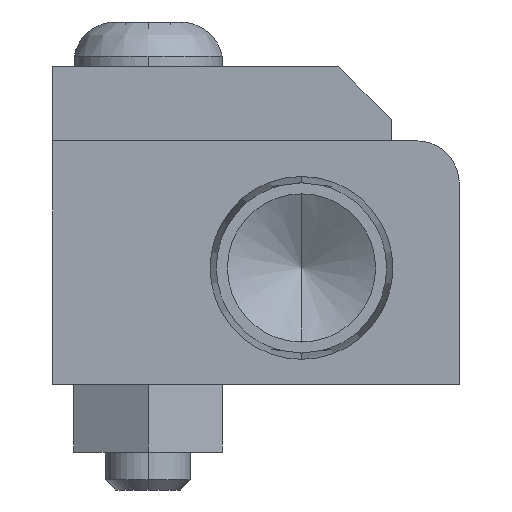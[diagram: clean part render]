
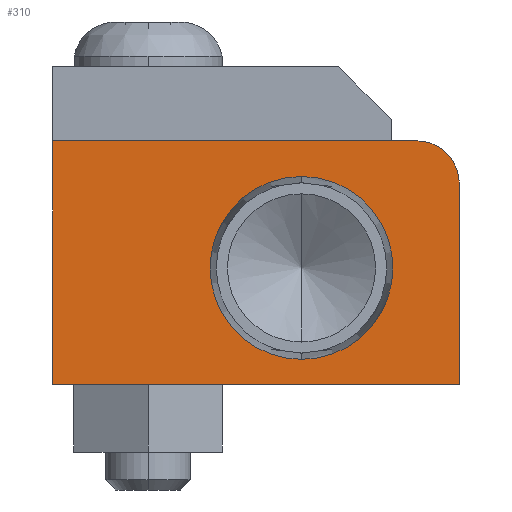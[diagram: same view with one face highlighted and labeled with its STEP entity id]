
A CAD part, left-side view. The second image highlights one B-rep face of the part: STEP entity #310.
In plain terms, the highlighted planar face has unit normal (-1, 0, 0).
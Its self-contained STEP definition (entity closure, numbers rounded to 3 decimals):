
#310=ADVANCED_FACE('',(#769,#770),#771,.F.);
#769=FACE_OUTER_BOUND('',#1672,.T.);
#770=FACE_BOUND('',#1673,.T.);
#771=PLANE('',#1674);
#1672=EDGE_LOOP('',(#3828,#3829,#3830,#3831,#3832,#3833));
#1673=EDGE_LOOP('',(#3834,#3835));
#1674=AXIS2_PLACEMENT_3D('',#3836,#3837,#3838);
#3828=ORIENTED_EDGE('',*,*,#6097,.F.);
#3829=ORIENTED_EDGE('',*,*,#6003,.F.);
#3830=ORIENTED_EDGE('',*,*,#6086,.F.);
#3831=ORIENTED_EDGE('',*,*,#6089,.F.);
#3832=ORIENTED_EDGE('',*,*,#6092,.F.);
#3833=ORIENTED_EDGE('',*,*,#6095,.F.);
#3834=ORIENTED_EDGE('',*,*,#6058,.T.);
#3835=ORIENTED_EDGE('',*,*,#6054,.T.);
#3836=CARTESIAN_POINT('',(-997.598,30.671,0.79));
#3837=DIRECTION('',(1.0,0.0,0.0));
#3838=DIRECTION('',(0.0,1.0,0.0));
#6003=EDGE_CURVE('',#6889,#6892,#6893,.T.);
#6054=EDGE_CURVE('',#6992,#6989,#6993,.T.);
#6058=EDGE_CURVE('',#6989,#6992,#6998,.T.);
#6086=EDGE_CURVE('',#7026,#6889,#7028,.T.);
#6089=EDGE_CURVE('',#7031,#7026,#7033,.T.);
#6092=EDGE_CURVE('',#7036,#7031,#7038,.T.);
#6095=EDGE_CURVE('',#7041,#7036,#7043,.T.);
#6097=EDGE_CURVE('',#6892,#7041,#7045,.T.);
#6889=VERTEX_POINT('',#8306);
#6892=VERTEX_POINT('',#8310);
#6893=CIRCLE('',#8311,3.175);
#6989=VERTEX_POINT('',#8432);
#6992=VERTEX_POINT('',#8436);
#6993=CIRCLE('',#8437,6.858);
#6998=CIRCLE('',#8443,6.858);
#7026=VERTEX_POINT('',#8471);
#7028=CIRCLE('',#8474,3.175);
#7031=VERTEX_POINT('',#8478);
#7033=LINE('',#8481,#8482);
#7036=VERTEX_POINT('',#8486);
#7038=LINE('',#8489,#8490);
#7041=VERTEX_POINT('',#8494);
#7043=LINE('',#8497,#8498);
#7045=LINE('',#8501,#8502);
#8306=CARTESIAN_POINT('',(-997.598,16.135,9.131));
#8310=CARTESIAN_POINT('',(-997.598,15.206,6.886));
#8311=AXIS2_PLACEMENT_3D('',#10411,#10412,#10413);
#8432=CARTESIAN_POINT('',(-997.598,27.032,7.387));
#8436=CARTESIAN_POINT('',(-997.598,27.032,-6.329));
#8437=AXIS2_PLACEMENT_3D('',#10512,#10513,#10514);
#8443=AXIS2_PLACEMENT_3D('',#10522,#10523,#10524);
#8471=CARTESIAN_POINT('',(-997.598,18.381,10.061));
#8474=AXIS2_PLACEMENT_3D('',#10604,#10605,#10606);
#8478=CARTESIAN_POINT('',(-997.598,45.686,10.061));
#8481=CARTESIAN_POINT('',(-997.598,45.686,10.061));
#8482=VECTOR('',#10609,27.305);
#8486=CARTESIAN_POINT('',(-997.598,45.686,-8.202));
#8489=CARTESIAN_POINT('',(-997.598,45.686,-8.202));
#8490=VECTOR('',#10612,18.263);
#8494=CARTESIAN_POINT('',(-997.598,15.206,-8.202));
#8497=CARTESIAN_POINT('',(-997.598,15.206,-8.202));
#8498=VECTOR('',#10615,30.48);
#8501=CARTESIAN_POINT('',(-997.598,15.206,6.886));
#8502=VECTOR('',#10617,15.088);
#10411=CARTESIAN_POINT('',(-997.598,18.381,6.886));
#10412=DIRECTION('',(1.0,0.,0.));
#10413=DIRECTION('',(0.,-0.707,0.707));
#10512=CARTESIAN_POINT('',(-997.598,27.032,0.529));
#10513=DIRECTION('',(1.0,0.0,-0.0));
#10514=DIRECTION('',(0.0,0.0,1.0));
#10522=CARTESIAN_POINT('',(-997.598,27.032,0.529));
#10523=DIRECTION('',(1.0,0.0,-0.0));
#10524=DIRECTION('',(0.0,0.0,1.0));
#10604=CARTESIAN_POINT('',(-997.598,18.381,6.886));
#10605=DIRECTION('',(1.0,0.,0.));
#10606=DIRECTION('',(0.,-0.707,0.707));
#10609=DIRECTION('',(0.0,-1.0,0.0));
#10612=DIRECTION('',(0.0,0.0,1.0));
#10615=DIRECTION('',(0.0,1.0,0.0));
#10617=DIRECTION('',(0.0,0.0,-1.0));
